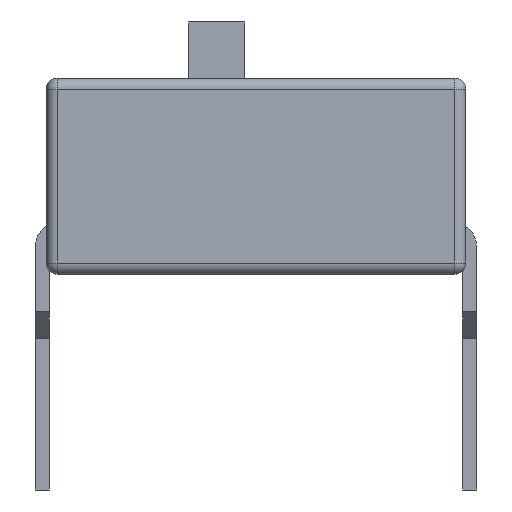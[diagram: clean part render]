
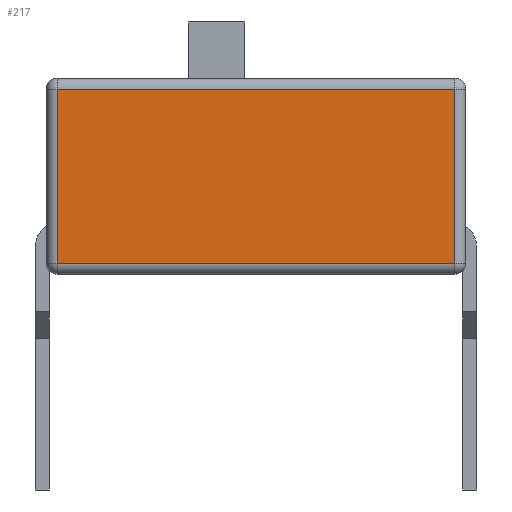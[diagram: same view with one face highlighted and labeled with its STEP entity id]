
A CAD part, front view. The second image highlights one B-rep face of the part: STEP entity #217.
In plain terms, the highlighted planar face has unit normal (0, -1, 0).
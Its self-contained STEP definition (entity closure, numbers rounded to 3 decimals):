
#13=DIRECTION('',(0.,0.,1.));
#14=DIRECTION('',(1.,0.,0.));
#82=VECTOR('',#13,1.);
#88=CARTESIAN_POINT('',(-3.745,-9.88,1.35));
#90=DIRECTION('',(0.,1.,0.));
#100=CARTESIAN_POINT('',(-3.745,-9.88,4.45));
#103=CARTESIAN_POINT('',(-3.745,-9.88,1.15));
#109=VERTEX_POINT('',#110);
#110=CARTESIAN_POINT('',(-3.545,-9.88,1.35));
#115=ORIENTED_EDGE('',*,*,#116,.T.);
#116=EDGE_CURVE('',#109,#117,#119,.T.);
#117=VERTEX_POINT('',#118);
#118=CARTESIAN_POINT('',(-3.545,-9.88,4.45));
#119=LINE('',#120,#82);
#120=CARTESIAN_POINT('',(-3.545,-9.88,1.15));
#217=ADVANCED_FACE('',(#218),#235,.F.);
#218=FACE_BOUND('',#219,.F.);
#219=EDGE_LOOP('',(#115,#220,#226,#232));
#220=ORIENTED_EDGE('',*,*,#221,.T.);
#221=EDGE_CURVE('',#117,#222,#224,.T.);
#222=VERTEX_POINT('',#223);
#223=CARTESIAN_POINT('',(3.545,-9.88,4.45));
#224=LINE('',#100,#225);
#225=VECTOR('',#14,1.);
#226=ORIENTED_EDGE('',*,*,#227,.F.);
#227=EDGE_CURVE('',#228,#222,#230,.T.);
#228=VERTEX_POINT('',#229);
#229=CARTESIAN_POINT('',(3.545,-9.88,1.35));
#230=LINE('',#231,#82);
#231=CARTESIAN_POINT('',(3.545,-9.88,1.15));
#232=ORIENTED_EDGE('',*,*,#233,.F.);
#233=EDGE_CURVE('',#109,#228,#234,.T.);
#234=LINE('',#88,#225);
#235=PLANE('',#236);
#236=AXIS2_PLACEMENT_3D('',#103,#90,#13);
